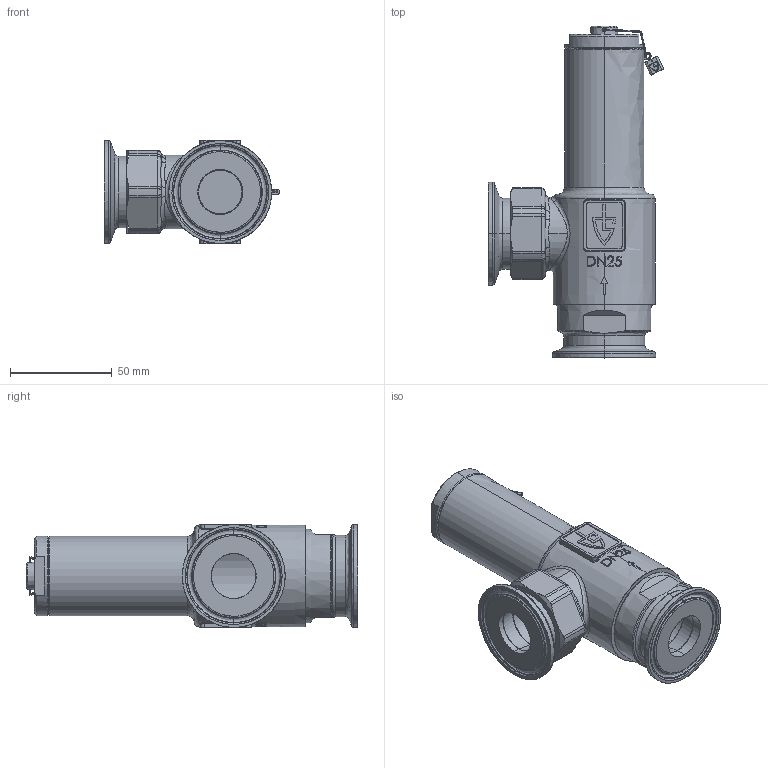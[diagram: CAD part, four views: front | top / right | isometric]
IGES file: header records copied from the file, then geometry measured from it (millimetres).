
Start section: SolidWorks IGES file using analytic representation for surfaces
Global section: file name: 417TGFO25KLSASMEKLSASME2525.IGS; native system: SolidWorks 2014; preprocessor: SolidWorks 2014; author: Blankenhorn; date: 160104.095404; units: millimetre
Bounding box: 86.25 x 163 x 51 mm (x, y, z)
Surface area: 69042.6 mm2 (no closed solid volume)
Topology: 0 solids, 0 shells, 697 faces, 8762 edges, 8762 vertices
Faces by surface type: bspline 428, revolution 269
